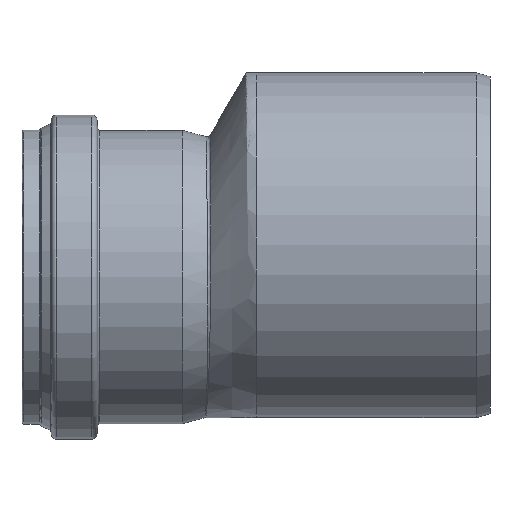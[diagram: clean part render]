
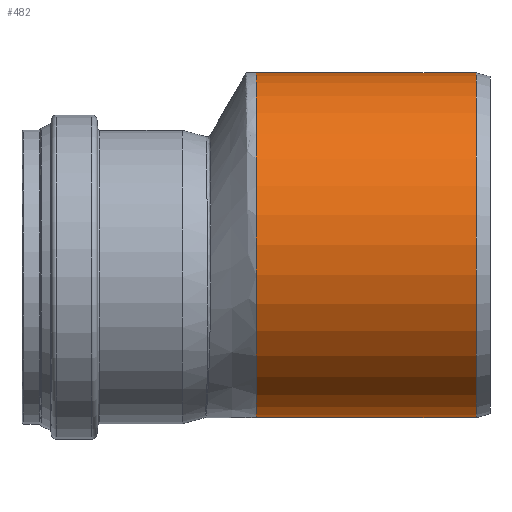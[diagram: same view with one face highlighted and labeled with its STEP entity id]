
A CAD part, left-side view. The second image highlights one B-rep face of the part: STEP entity #482.
In plain terms, the highlighted cylindrical face has radius 100.1 mm (diameter 200.2 mm), a full revolution.
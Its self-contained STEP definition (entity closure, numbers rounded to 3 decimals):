
#40=CYLINDRICAL_SURFACE('',#562,100.1);
#86=FACE_BOUND('',#204,.T.);
#127=FACE_OUTER_BOUND('',#203,.T.);
#203=EDGE_LOOP('',(#427));
#204=EDGE_LOOP('',(#428,#429));
#207=CIRCLE('',#487,100.1);
#210=CIRCLE('',#490,100.1);
#211=CIRCLE('',#491,100.1);
#248=VERTEX_POINT('',#724);
#252=VERTEX_POINT('',#1226);
#253=VERTEX_POINT('',#1238);
#291=EDGE_CURVE('',#248,#248,#207,.T.);
#297=EDGE_CURVE('',#253,#252,#210,.T.);
#298=EDGE_CURVE('',#252,#253,#211,.T.);
#427=ORIENTED_EDGE('',*,*,#291,.T.);
#428=ORIENTED_EDGE('',*,*,#298,.T.);
#429=ORIENTED_EDGE('',*,*,#297,.T.);
#482=ADVANCED_FACE('',(#127,#86),#40,.T.);
#487=AXIS2_PLACEMENT_3D('',#725,#568,#569);
#490=AXIS2_PLACEMENT_3D('',#1239,#574,#575);
#491=AXIS2_PLACEMENT_3D('',#1240,#576,#577);
#562=AXIS2_PLACEMENT_3D('',#1847,#718,#719);
#568=DIRECTION('center_axis',(0.,1.,0.));
#569=DIRECTION('ref_axis',(1.,0.,0.));
#574=DIRECTION('center_axis',(0.,-1.,0.));
#575=DIRECTION('ref_axis',(1.,0.,0.));
#576=DIRECTION('center_axis',(0.,-1.,0.));
#577=DIRECTION('ref_axis',(1.,0.,0.));
#718=DIRECTION('center_axis',(0.,-1.,0.));
#719=DIRECTION('ref_axis',(1.,0.,0.));
#724=CARTESIAN_POINT('',(0.,8.,-81.6));
#725=CARTESIAN_POINT('Origin',(0.,8.,18.5));
#1226=CARTESIAN_POINT('',(0.,135.731,118.6));
#1238=CARTESIAN_POINT('',(0.,135.731,-81.6));
#1239=CARTESIAN_POINT('Origin',(0.,135.731,18.5));
#1240=CARTESIAN_POINT('Origin',(0.,135.731,18.5));
#1847=CARTESIAN_POINT('Origin',(0.,135.731,18.5));
